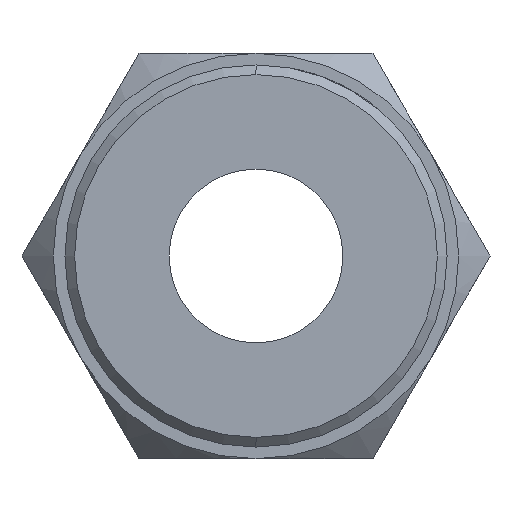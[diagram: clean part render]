
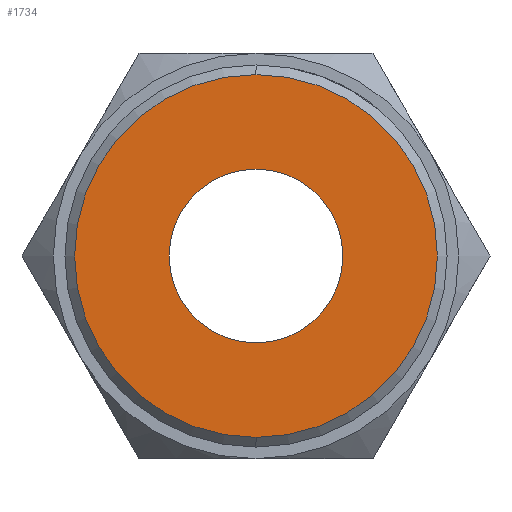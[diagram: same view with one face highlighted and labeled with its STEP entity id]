
A CAD part, left-side view. The second image highlights one B-rep face of the part: STEP entity #1734.
In plain terms, the highlighted planar face has unit normal (-1, 0, 0).
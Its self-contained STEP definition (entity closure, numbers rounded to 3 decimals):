
#25 = EDGE_CURVE ( 'NONE', #861, #3356, #378, .T. ) ;
#91 = EDGE_CURVE ( 'NONE', #3356, #861, #1503, .T. ) ;
#120 = AXIS2_PLACEMENT_3D ( 'NONE', #5119, #1356, #494 ) ;
#378 = CIRCLE ( 'NONE', #5337, 9.4 ) ;
#494 = DIRECTION ( 'NONE',  ( 0., 0., -1. ) ) ;
#647 = DIRECTION ( 'NONE',  ( 1., 0., 0. ) ) ;
#701 = CARTESIAN_POINT ( 'NONE',  ( 0., 0., 4.5 ) ) ;
#819 = DIRECTION ( 'NONE',  ( -1., 0., 0. ) ) ;
#861 = VERTEX_POINT ( 'NONE', #1646 ) ;
#907 = AXIS2_PLACEMENT_3D ( 'NONE', #3818, #3406, #5079 ) ;
#963 = CARTESIAN_POINT ( 'NONE',  ( 0., 0., -4.5 ) ) ;
#986 = AXIS2_PLACEMENT_3D ( 'NONE', #2496, #4108, #4497 ) ;
#1143 = EDGE_CURVE ( 'NONE', #3980, #1845, #2287, .T. ) ;
#1356 = DIRECTION ( 'NONE',  ( -1., 0., 0. ) ) ;
#1503 = CIRCLE ( 'NONE', #120, 9.4 ) ;
#1646 = CARTESIAN_POINT ( 'NONE',  ( 0., 0., 9.4 ) ) ;
#1734 = ADVANCED_FACE ( 'NONE', ( #4954, #2060 ), #3725, .F. ) ;
#1740 = DIRECTION ( 'NONE',  ( 0., 0., -1. ) ) ;
#1764 = AXIS2_PLACEMENT_3D ( 'NONE', #3138, #647, #1740 ) ;
#1845 = VERTEX_POINT ( 'NONE', #701 ) ;
#2005 = EDGE_CURVE ( 'NONE', #1845, #3980, #2200, .T. ) ;
#2060 = FACE_BOUND ( 'NONE', #5112, .T. ) ;
#2200 = CIRCLE ( 'NONE', #907, 4.5 ) ;
#2287 = CIRCLE ( 'NONE', #1764, 4.5 ) ;
#2380 = ORIENTED_EDGE ( 'NONE', *, *, #91, .T. ) ;
#2496 = CARTESIAN_POINT ( 'NONE',  ( 0., 0., 0. ) ) ;
#2818 = ORIENTED_EDGE ( 'NONE', *, *, #2005, .T. ) ;
#2904 = DIRECTION ( 'NONE',  ( 0., 0., -1. ) ) ;
#3138 = CARTESIAN_POINT ( 'NONE',  ( 0., 0., 0. ) ) ;
#3250 = EDGE_LOOP ( 'NONE', ( #2380, #3537 ) ) ;
#3356 = VERTEX_POINT ( 'NONE', #5210 ) ;
#3406 = DIRECTION ( 'NONE',  ( 1., 0., 0. ) ) ;
#3537 = ORIENTED_EDGE ( 'NONE', *, *, #25, .T. ) ;
#3669 = CARTESIAN_POINT ( 'NONE',  ( 0., 0., 0. ) ) ;
#3725 = PLANE ( 'NONE',  #986 ) ;
#3818 = CARTESIAN_POINT ( 'NONE',  ( 0., 0., 0. ) ) ;
#3980 = VERTEX_POINT ( 'NONE', #963 ) ;
#4108 = DIRECTION ( 'NONE',  ( 1., 0., 0. ) ) ;
#4437 = ORIENTED_EDGE ( 'NONE', *, *, #1143, .T. ) ;
#4497 = DIRECTION ( 'NONE',  ( 0., 0., -1. ) ) ;
#4954 = FACE_OUTER_BOUND ( 'NONE', #3250, .T. ) ;
#5079 = DIRECTION ( 'NONE',  ( 0., 0., -1. ) ) ;
#5112 = EDGE_LOOP ( 'NONE', ( #2818, #4437 ) ) ;
#5119 = CARTESIAN_POINT ( 'NONE',  ( 0., 0., 0. ) ) ;
#5210 = CARTESIAN_POINT ( 'NONE',  ( 0., 0., -9.4 ) ) ;
#5337 = AXIS2_PLACEMENT_3D ( 'NONE', #3669, #819, #2904 ) ;
